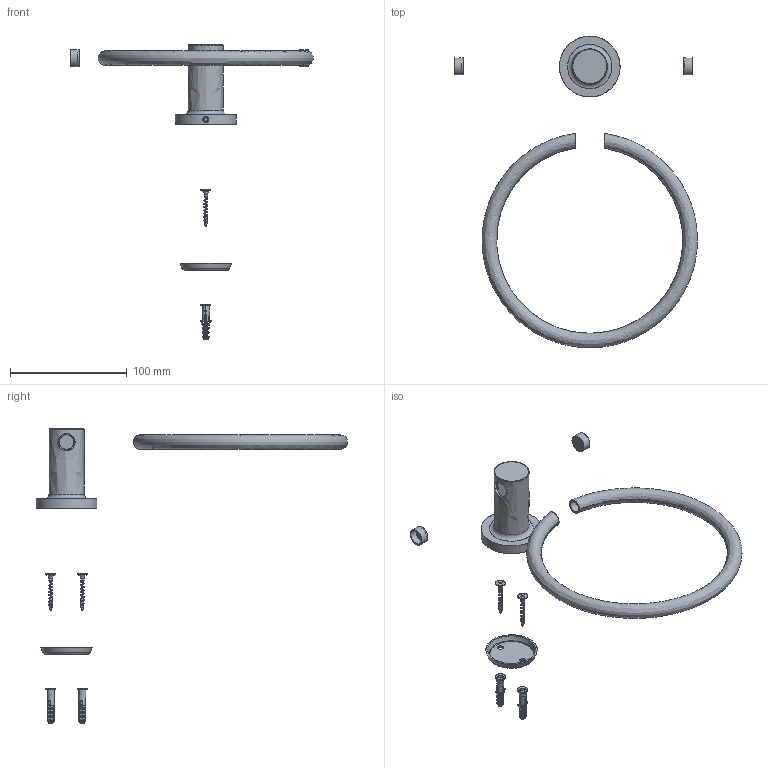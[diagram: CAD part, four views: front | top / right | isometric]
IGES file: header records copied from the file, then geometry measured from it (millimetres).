
Global section: file name: illia_hhk.igs; native system: NX V11.0; preprocessor: SIEMENS PLM Software NX 11.0; date: 20220127.171108; units: millimetre
Bounding box: 208.03 x 267.05 x 252 mm (x, y, z)
Surface area: 61817.4 mm2 (no closed solid volume)
Topology: 0 solids, 0 shells, 997 faces, 5711 edges, 5607 vertices
Faces by surface type: bspline 996, offset 1
